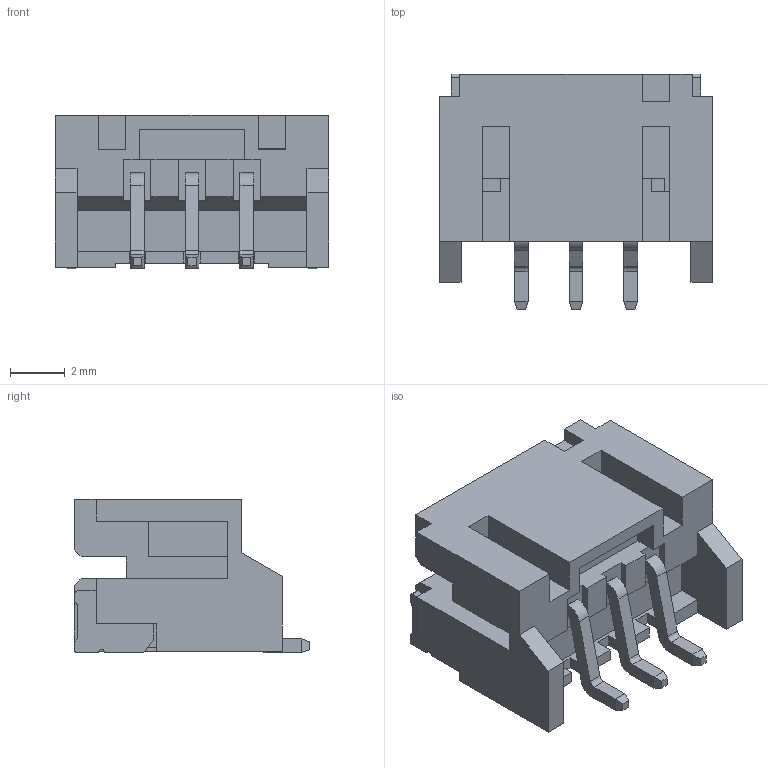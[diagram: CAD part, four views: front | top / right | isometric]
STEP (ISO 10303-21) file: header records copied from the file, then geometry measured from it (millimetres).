
FILE_DESCRIPTION((''),'2;1');
FILE_NAME('FWF20004-S03B24W5M','2025-07-11T',('工程三'),(''),'PRO/ENGINEER BY PARAMETRIC TECHNOLOGY CORPORATION, 2010280','PRO/ENGINEER BY PARAMETRIC TECHNOLOGY CORPORATION, 2010280','');
FILE_SCHEMA(('CONFIG_CONTROL_DESIGN'));
Length unit declared in the file: millimetre
Products named in the file (1): FWF20004-S03B24W5M
Bounding box: 10 x 8.6 x 5.6 mm (x, y, z)
Volume: 186.2 mm3; surface area: 527.6 mm2
Topology: 1 solids, 1 shells, 292 faces, 819 edges, 531 vertices
Faces by surface type: plane 258, cylinder 34
Entity records: 9259 total; most frequent: CARTESIAN_POINT 1648, ORIENTED_EDGE 1638, DIRECTION 1469, EDGE_CURVE 819, VECTOR 749, LINE 749, VERTEX_POINT 531, AXIS2_PLACEMENT_3D 360
